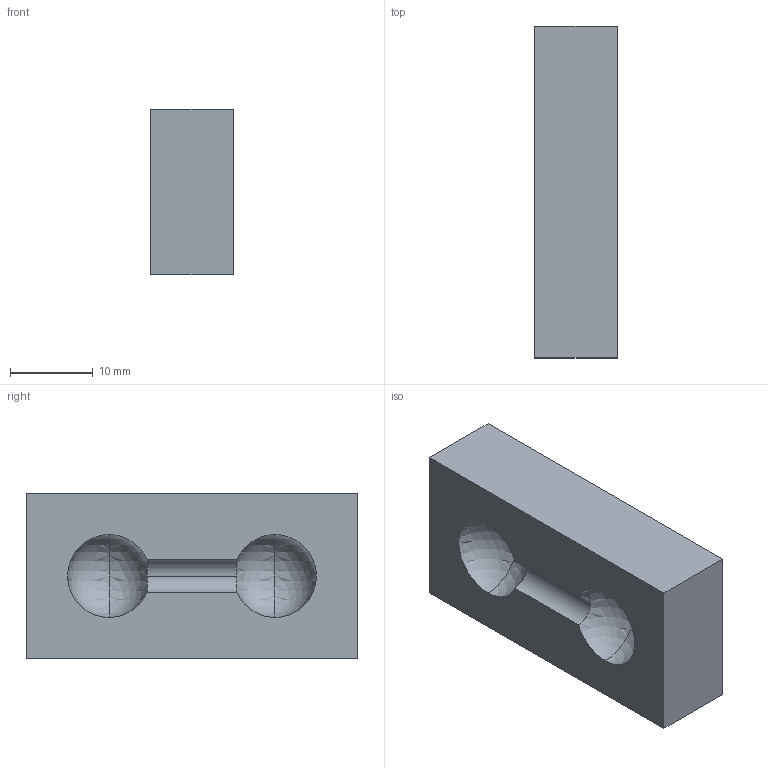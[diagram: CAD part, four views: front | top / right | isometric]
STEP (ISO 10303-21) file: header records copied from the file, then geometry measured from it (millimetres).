
FILE_DESCRIPTION(('FreeCAD Model'),'2;1');
FILE_NAME('Open CASCADE Shape Model','2022-03-04T12:44:11',('Author'),( ''),'Open CASCADE STEP processor 7.5','FreeCAD','Unknown');
FILE_SCHEMA(('AUTOMOTIVE_DESIGN { 1 0 10303 214 1 1 1 1 }'));
Length unit declared in the file: millimetre
Products named in the file (2): Assembly1; Cut
Assembly tree (1 placements, depth 2):
  Assembly1
    Cut
Bounding box: 10 x 40 x 20 mm (x, y, z)
Volume: 7411 mm3; surface area: 2970.9 mm2
Topology: 1 solids, 1 shells, 12 faces, 35 edges, 18 vertices
Faces by surface type: plane 6, sphere 4, cylinder 2
Entity records: 950 total; most frequent: CARTESIAN_POINT 345, DIRECTION 113, LINE 55, VECTOR 55, ORIENTED_EDGE 54, PCURVE 54, DEFINITIONAL_REPRESENTATION 54, EDGE_CURVE 27
